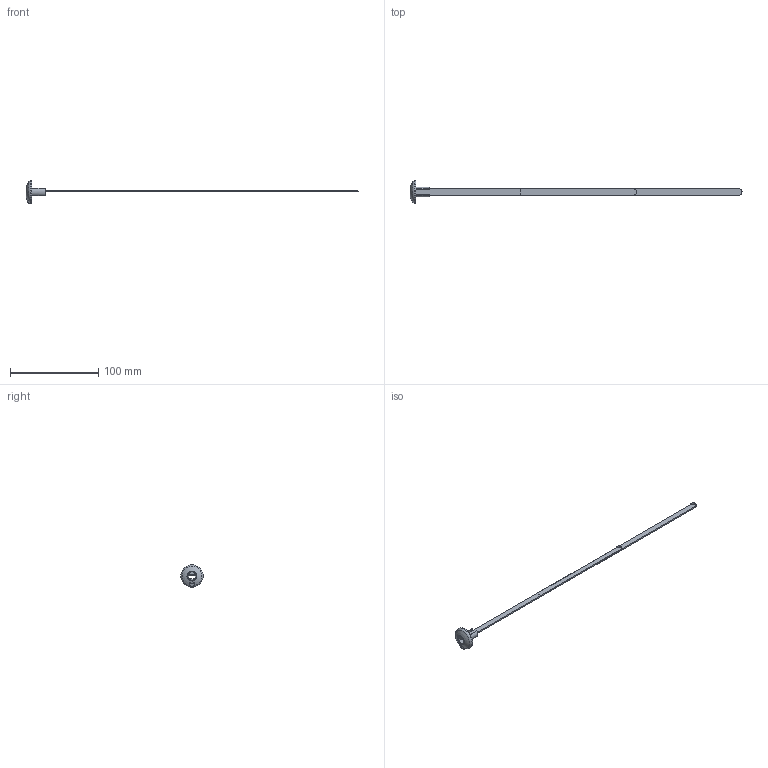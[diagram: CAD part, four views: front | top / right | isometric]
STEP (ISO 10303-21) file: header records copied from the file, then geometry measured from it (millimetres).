
FILE_DESCRIPTION(/* description */ (''),/* implementation_level */ '2;1');
FILE_NAME(/* name */ 'SSPM4HP.stp',/* time_stamp */ '2023-02-14T16:47:40-06:00',/* author */ (''),/* organization */ (''),/* preprocessor_version */ 'ST-DEVELOPER v16.7',/* originating_system */ 'SIEMENS PLM Software NX 1926',/* authorisation */ '');
FILE_SCHEMA (('AP203_CONFIGURATION_CONTROLLED_3D_DESIGN_OF_MECHANICAL_PARTS_AND_ASSEMBLIES_MIM_LF { 1 0 10303 403 2 1 2}'));
Length unit declared in the file: inch
Products named in the file (1): BWG57D428C82ukj
Bounding box: 375.92 x 25.4 x 25.4 mm (x, y, z)
Surface area: 6536.5 mm2 (no closed solid volume)
Topology: 0 solids, 7 shells, 41 faces, 190 edges, 221 vertices
Faces by surface type: plane 22, bspline 5, cylinder 4, extrusion 4, sphere 3, torus 2, cone 1
Entity records: 2426 total; most frequent: CARTESIAN_POINT 850, DIRECTION 222, ORIENTED_EDGE 202, EDGE_CURVE 113, VERTEX_POINT 82, AXIS2_PLACEMENT_3D 77, B_SPLINE_CURVE_WITH_KNOTS 75, STYLED_ITEM 75
